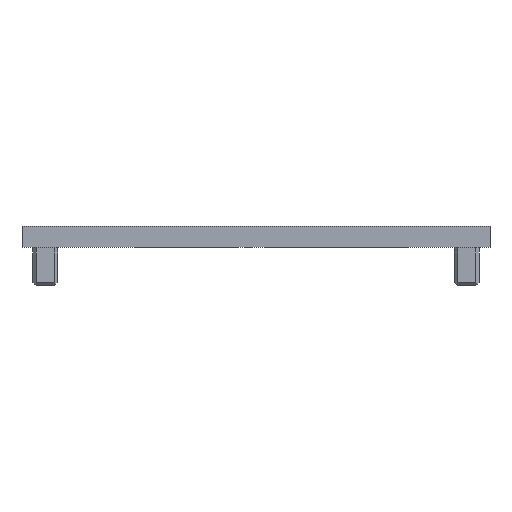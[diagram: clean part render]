
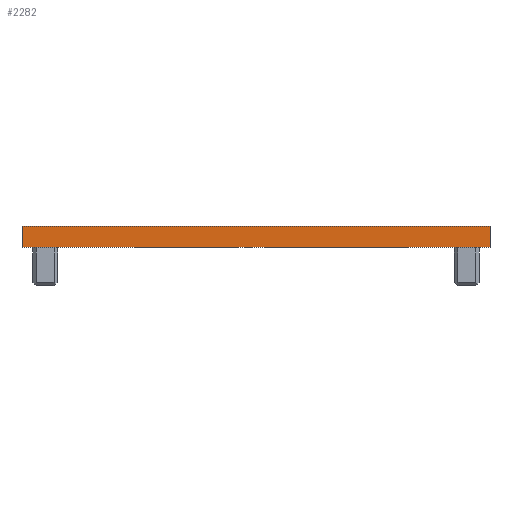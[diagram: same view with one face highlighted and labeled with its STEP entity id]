
A CAD part, front view. The second image highlights one B-rep face of the part: STEP entity #2282.
In plain terms, the highlighted planar face has unit normal (0, -1, 0).
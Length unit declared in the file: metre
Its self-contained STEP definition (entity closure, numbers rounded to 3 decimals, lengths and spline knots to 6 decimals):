
#296=ORIENTED_EDGE('',*,*,#882,.T.);
#297=ORIENTED_EDGE('',*,*,#883,.F.);
#298=ORIENTED_EDGE('',*,*,#884,.F.);
#299=ORIENTED_EDGE('',*,*,#879,.T.);
#879=EDGE_CURVE('',#1154,#1152,#1362,.T.);
#882=EDGE_CURVE('',#1152,#1156,#1365,.T.);
#883=EDGE_CURVE('',#1157,#1156,#1366,.T.);
#884=EDGE_CURVE('',#1154,#1157,#1367,.T.);
#1152=VERTEX_POINT('',#4080);
#1154=VERTEX_POINT('',#4083);
#1156=VERTEX_POINT('',#4089);
#1157=VERTEX_POINT('',#4091);
#1362=LINE('',#4082,#1626);
#1365=LINE('',#4088,#1629);
#1366=LINE('',#4090,#1630);
#1367=LINE('',#4092,#1631);
#1626=VECTOR('',#3457,1.);
#1629=VECTOR('',#3462,1.);
#1630=VECTOR('',#3463,1.);
#1631=VECTOR('',#3464,1.);
#1829=EDGE_LOOP('',(#296,#297,#298,#299));
#1958=FACE_BOUND('',#1829,.T.);
#2069=PLANE('',#3098);
#2282=ADVANCED_FACE('',(#1958),#2069,.F.);
#3098=AXIS2_PLACEMENT_3D('',#4087,#3460,#3461);
#3457=DIRECTION('',(0.,0.,-1.));
#3460=DIRECTION('',(0.,1.,0.));
#3461=DIRECTION('',(0.,0.,1.));
#3462=DIRECTION('',(1.,0.,0.));
#3463=DIRECTION('',(0.,0.,-1.));
#3464=DIRECTION('',(1.,0.,0.));
#4080=CARTESIAN_POINT('',(0.082017,-0.135077,0.033));
#4082=CARTESIAN_POINT('',(0.082017,-0.135077,0.036));
#4083=CARTESIAN_POINT('',(0.082017,-0.135077,0.036));
#4087=CARTESIAN_POINT('',(0.114884,-0.135077,0.036));
#4088=CARTESIAN_POINT('',(0.114884,-0.135077,0.033));
#4089=CARTESIAN_POINT('',(0.14775,-0.135077,0.033));
#4090=CARTESIAN_POINT('',(0.14775,-0.135077,0.036));
#4091=CARTESIAN_POINT('',(0.14775,-0.135077,0.036));
#4092=CARTESIAN_POINT('',(0.114884,-0.135077,0.036));
